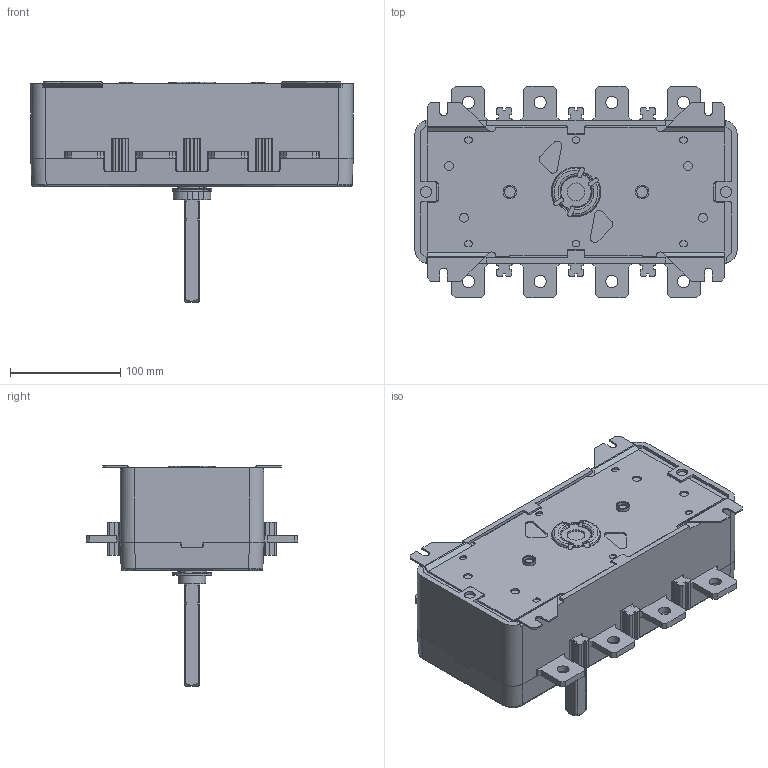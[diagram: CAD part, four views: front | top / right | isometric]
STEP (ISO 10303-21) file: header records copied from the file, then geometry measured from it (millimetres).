
FILE_DESCRIPTION(('Creo Elements/Direct Modeling STEP Export'),'2;1');
FILE_NAME('DMV-630.stp','2012-06-28T12:08:03',(''),(''),'Creo Elements/Direct Modeling STEP processor for AP214 (Solid Model)','Creo Elements/Direct Modeling 17.0C 05-Feb-2011 (C) Parametric Technology GmbH','');
FILE_SCHEMA(('AUTOMOTIVE_DESIGN { 1 0 10303 214 1 1 1 1 }'));
Length unit declared in the file: millimetre
Products named in the file (2): bak
Assembly tree (1 placements, depth 2):
  bak
    bak
Bounding box: 292 x 192 x 199.75 mm (x, y, z)
Volume: 3534146.2 mm3; surface area: 264723.6 mm2
Topology: 1 solids, 61 shells, 1436 faces, 3778 edges, 2500 vertices
Faces by surface type: plane 846, cylinder 480, torus 66, cone 36, bspline 4, extrusion 4
Entity records: 55121 total; most frequent: CARTESIAN_POINT 12304, ORIENTED_EDGE 7556, DIRECTION 6640, EDGE_CURVE 3778, VERTEX_POINT 2500, VECTOR 2400, LINE 2396, AXIS2_PLACEMENT_3D 2120
